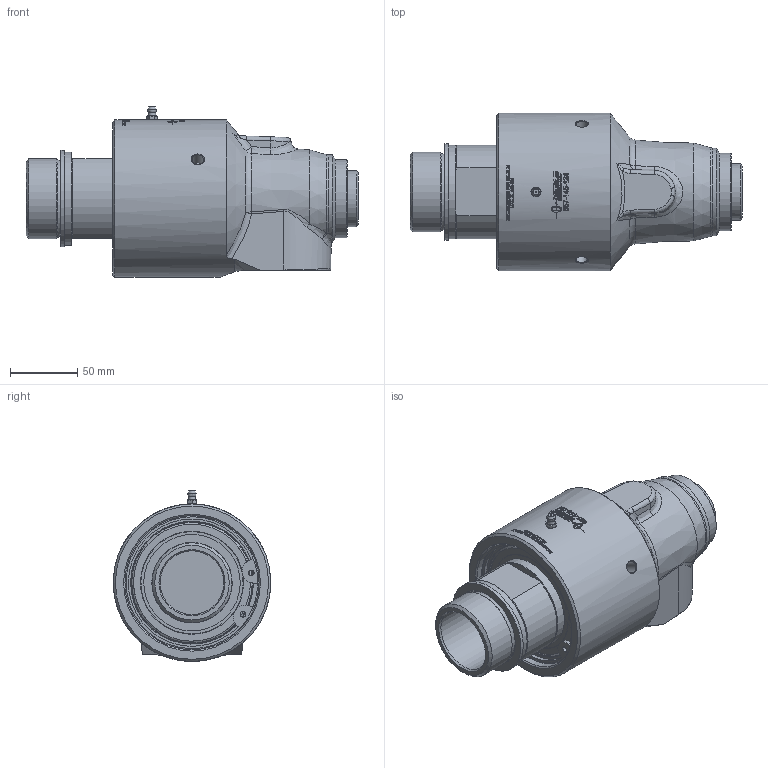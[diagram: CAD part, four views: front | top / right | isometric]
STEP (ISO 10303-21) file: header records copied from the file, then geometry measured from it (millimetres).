
FILE_DESCRIPTION(/* description */ (''),/* implementation_level */ '2;1');
FILE_NAME(/* name */ '657-145-124-IC.stp',/* time_stamp */ '2022-12-07T14:06:51+01:00',/* author */ ('mskipas'),/* organization */ (''),/* preprocessor_version */ 'ST-DEVELOPER v18.1',/* originating_system */ 'Autodesk Inventor 2022',/* authorisation */ '');
FILE_SCHEMA (('AUTOMOTIVE_DESIGN { 1 0 10303 214 3 1 1 }'));
Products named in the file (1): 657-000-124-IC
Bounding box: 247.63 x 117.5 x 127.49 mm (x, y, z)
Volume: 1430319.3 mm3; surface area: 127977.6 mm2
Topology: 2 solids, 7 shells, 1336 faces, 3545 edges, 2344 vertices
Faces by surface type: bspline 659, plane 451, cylinder 168, cone 39, torus 11, sphere 8
Full cylindrical faces by diameter (mm): 3 x2, 3.12 x2, 4.361 x2, 4.496 x1, 8.6 x3, 22.5 x1, 47.6 x1, 55.169 x1, 58 x1, 59.614 x1, 60 x1, 64.4 x1, 65 x1, 69.5 x2, 72 x1, 76.3 x1, 76.908 x1, 89.25 x1, 91.5 x1, 100 x1, 100.08 x2, 107.6 x1, 117.5 x1
Entity records: 55621 total; most frequent: CARTESIAN_POINT 26110, ORIENTED_EDGE 7074, DIRECTION 4212, EDGE_CURVE 3537, VERTEX_POINT 2344, EDGE_LOOP 1475, AXIS2_PLACEMENT_3D 1408, LINE 1396
